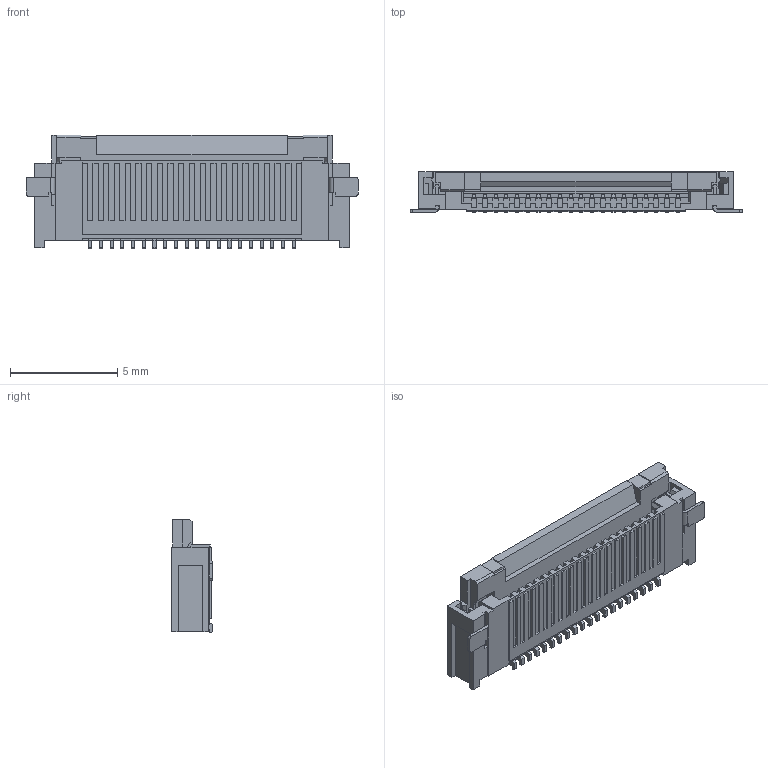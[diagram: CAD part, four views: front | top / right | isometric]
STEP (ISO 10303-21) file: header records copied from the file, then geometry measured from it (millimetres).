
FILE_DESCRIPTION((''),'2;1');
FILE_NAME('5051102091','2019-06-14T',('gga'),(''),'PRO/ENGINEER BY PARAMETRIC TECHNOLOGY CORPORATION, 2016010','PRO/ENGINEER BY PARAMETRIC TECHNOLOGY CORPORATION, 2016010','');
FILE_SCHEMA(('CONFIG_CONTROL_DESIGN'));
Length unit declared in the file: millimetre
Products named in the file (1): 5051102091
Bounding box: 15.5 x 1.9 x 5.3 mm (x, y, z)
Volume: 86.8 mm3; surface area: 377.3 mm2
Topology: 1 solids, 1 shells, 1120 faces, 3540 edges, 2382 vertices
Faces by surface type: plane 1055, cylinder 65
Entity records: 38509 total; most frequent: CARTESIAN_POINT 6971, ORIENTED_EDGE 6904, DIRECTION 5952, EDGE_CURVE 3452, VECTOR 3366, LINE 3366, VERTEX_POINT 2294, AXIS2_PLACEMENT_3D 1293
